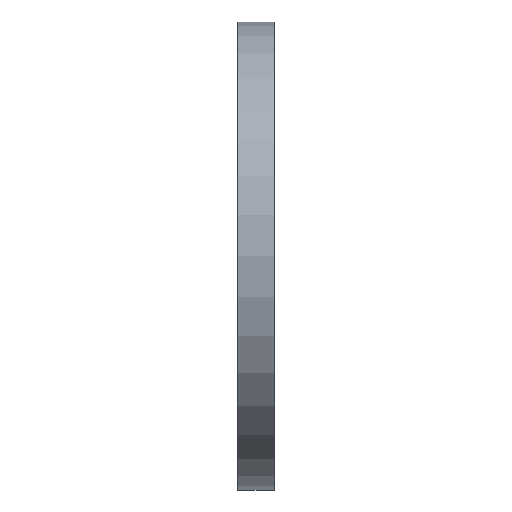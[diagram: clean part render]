
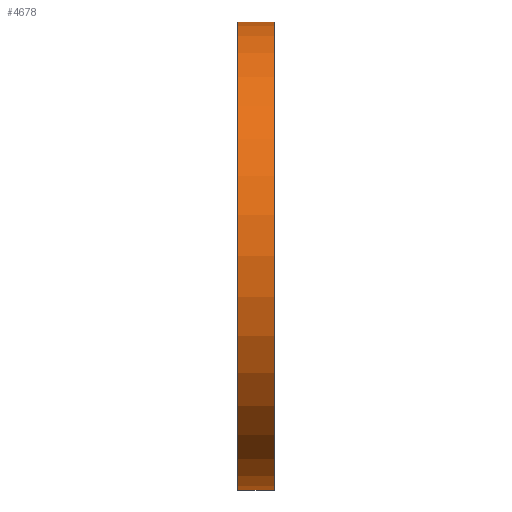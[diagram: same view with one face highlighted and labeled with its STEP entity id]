
A CAD part, left-side view. The second image highlights one B-rep face of the part: STEP entity #4678.
In plain terms, the highlighted cylindrical face has radius 177.8 mm (diameter 355.6 mm), a partial arc.
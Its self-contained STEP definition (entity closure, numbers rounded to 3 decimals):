
#908 = ORIENTED_EDGE ( 'NONE', *, *, #4914, .T. ) ;
#992 = VECTOR ( 'NONE', #1388, 1000. ) ;
#1189 = AXIS2_PLACEMENT_3D ( 'NONE', #4253, #5180, #4025 ) ;
#1242 = CARTESIAN_POINT ( 'NONE',  ( 0., 27.9, -177.8 ) ) ;
#1388 = DIRECTION ( 'NONE',  ( 0., -1., 0. ) ) ;
#1571 = CARTESIAN_POINT ( 'NONE',  ( 0., -20.091, -177.8 ) ) ;
#1616 = CARTESIAN_POINT ( 'NONE',  ( 0., 27.9, 177.8 ) ) ;
#1987 = VERTEX_POINT ( 'NONE', #7703 ) ;
#3239 = ORIENTED_EDGE ( 'NONE', *, *, #7580, .T. ) ;
#3455 = VECTOR ( 'NONE', #6796, 1000. ) ;
#3606 = ORIENTED_EDGE ( 'NONE', *, *, #7567, .F. ) ;
#3610 = AXIS2_PLACEMENT_3D ( 'NONE', #4658, #4649, #4636 ) ;
#3847 = AXIS2_PLACEMENT_3D ( 'NONE', #6307, #6258, #6294 ) ;
#4025 = DIRECTION ( 'NONE',  ( 0., 0., 1. ) ) ;
#4253 = CARTESIAN_POINT ( 'NONE',  ( 0., 0.5, 0. ) ) ;
#4636 = DIRECTION ( 'NONE',  ( 0., 0., -1. ) ) ;
#4649 = DIRECTION ( 'NONE',  ( 0., -1., 0. ) ) ;
#4658 = CARTESIAN_POINT ( 'NONE',  ( 0., 27.9, 0. ) ) ;
#4678 = ADVANCED_FACE ( 'NONE', ( #7900 ), #7763, .T. ) ;
#4914 = EDGE_CURVE ( 'NONE', #8089, #5562, #6692, .T. ) ;
#5180 = DIRECTION ( 'NONE',  ( 0., 1., 0. ) ) ;
#5489 = ORIENTED_EDGE ( 'NONE', *, *, #7282, .T. ) ;
#5562 = VERTEX_POINT ( 'NONE', #1242 ) ;
#5662 = CARTESIAN_POINT ( 'NONE',  ( 0., 0.5, 177.8 ) ) ;
#6258 = DIRECTION ( 'NONE',  ( 0., -1., 0. ) ) ;
#6294 = DIRECTION ( 'NONE',  ( 0., 0., -1. ) ) ;
#6307 = CARTESIAN_POINT ( 'NONE',  ( 0., -20.091, 0. ) ) ;
#6692 = CIRCLE ( 'NONE', #3610, 177.8 ) ;
#6796 = DIRECTION ( 'NONE',  ( 0., -1., 0. ) ) ;
#7282 = EDGE_CURVE ( 'NONE', #1987, #8464, #7460, .T. ) ;
#7460 = CIRCLE ( 'NONE', #1189, 177.8 ) ;
#7556 = CARTESIAN_POINT ( 'NONE',  ( 0., -20.091, 177.8 ) ) ;
#7567 = EDGE_CURVE ( 'NONE', #8089, #8464, #7817, .T. ) ;
#7580 = EDGE_CURVE ( 'NONE', #5562, #1987, #8800, .T. ) ;
#7703 = CARTESIAN_POINT ( 'NONE',  ( 0., 0.5, -177.8 ) ) ;
#7763 = CYLINDRICAL_SURFACE ( 'NONE', #3847, 177.8 ) ;
#7817 = LINE ( 'NONE', #7556, #3455 ) ;
#7900 = FACE_OUTER_BOUND ( 'NONE', #8648, .T. ) ;
#8089 = VERTEX_POINT ( 'NONE', #1616 ) ;
#8464 = VERTEX_POINT ( 'NONE', #5662 ) ;
#8648 = EDGE_LOOP ( 'NONE', ( #3606, #908, #3239, #5489 ) ) ;
#8800 = LINE ( 'NONE', #1571, #992 ) ;
